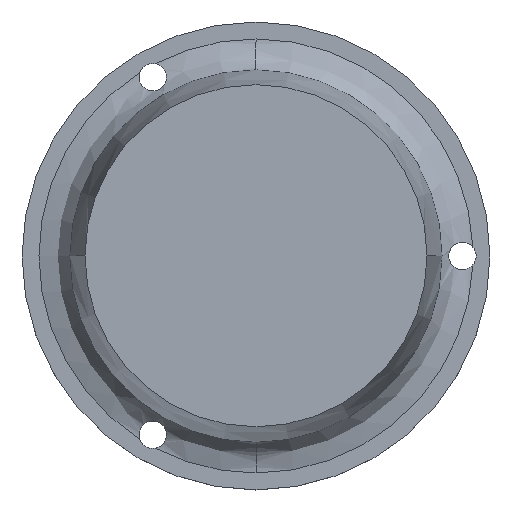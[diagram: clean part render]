
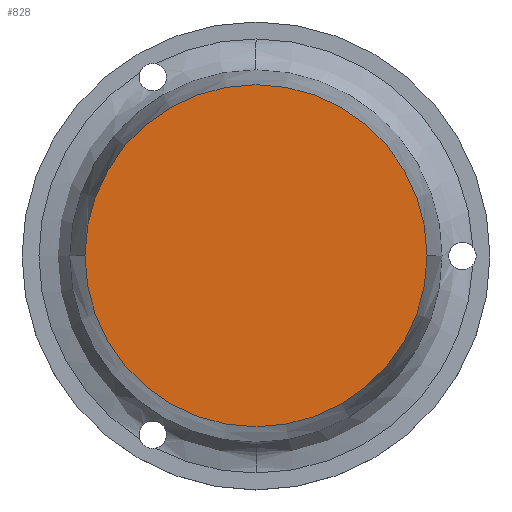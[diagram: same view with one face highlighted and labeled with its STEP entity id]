
A CAD part, top view. The second image highlights one B-rep face of the part: STEP entity #828.
In plain terms, the highlighted planar face has unit normal (0, 0, 1).
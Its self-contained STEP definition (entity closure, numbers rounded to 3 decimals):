
#130=CARTESIAN_POINT('',(-31.07,0.0,31.));
#131=VERTEX_POINT('',#130);
#140=CARTESIAN_POINT('',(31.07,0.,31.));
#141=VERTEX_POINT('',#140);
#142=CARTESIAN_POINT('',(0.,0.0,31.0));
#143=DIRECTION('',(0.0,0.0,1.0));
#144=DIRECTION('',(-1.0,0.0,0.0));
#145=AXIS2_PLACEMENT_3D('',#142,#143,#144);
#146=CIRCLE('',#145,31.07);
#147=EDGE_CURVE('',#141,#131,#146,.T.);
#809=CARTESIAN_POINT('',(0.,0.0,31.0));
#810=DIRECTION('',(0.0,0.0,1.0));
#811=DIRECTION('',(-1.0,0.0,0.0));
#812=AXIS2_PLACEMENT_3D('',#809,#810,#811);
#813=CIRCLE('',#812,31.07);
#814=EDGE_CURVE('',#131,#141,#813,.T.);
#819=CARTESIAN_POINT('',(-15.535,0.0,31.0));
#820=DIRECTION('',(0.0,0.0,1.0));
#821=DIRECTION('',(0.0,-1.0,0.0));
#822=AXIS2_PLACEMENT_3D('',#819,#820,#821);
#823=PLANE('',#822);
#824=ORIENTED_EDGE('',*,*,#814,.T.);
#825=ORIENTED_EDGE('',*,*,#147,.T.);
#826=EDGE_LOOP('',(#824,#825));
#827=FACE_OUTER_BOUND('',#826,.T.);
#828=ADVANCED_FACE('',(#827),#823,.T.);
